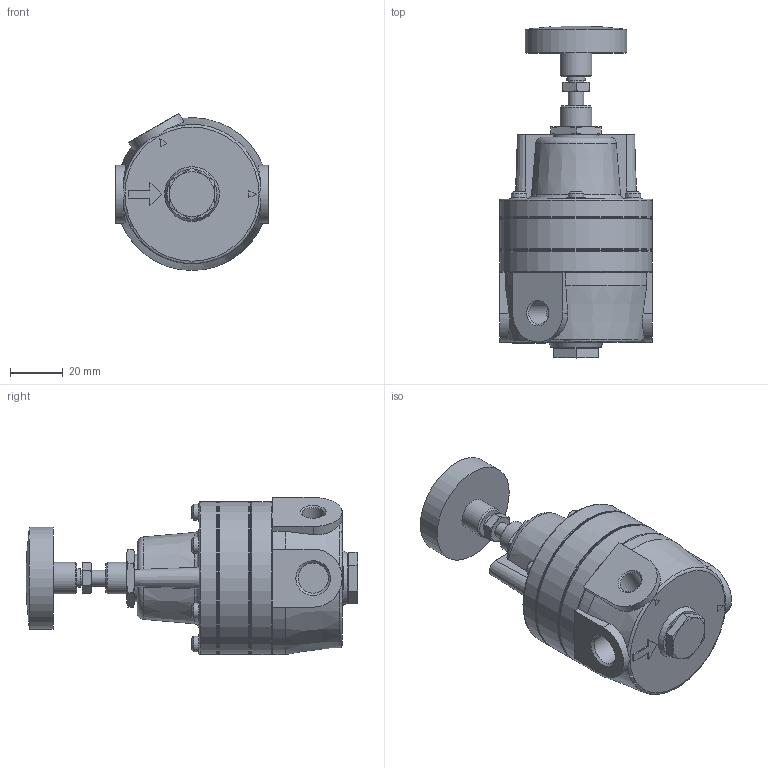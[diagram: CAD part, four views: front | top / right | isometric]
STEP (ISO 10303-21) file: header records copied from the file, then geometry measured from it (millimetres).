
FILE_DESCRIPTION( ( 'STEP AP203' ), ' ' );
FILE_NAME( '9.6211.00.000.0V.stp', '2017-04-12T13:16:14', ( '' ), ( '' ), ' ', 'PARTsolutions', ' ' );
FILE_SCHEMA( ( 'CONFIG_CONTROL_DESIGN' ) );
Length unit declared in the file: millimetre
Products named in the file (1): _9.6211.00.000.0V
Bounding box: 58 x 126 x 59.61 mm (x, y, z)
Volume: 176485.2 mm3; surface area: 25010.2 mm2
Topology: 1 solids, 1 shells, 317 faces, 736 edges, 460 vertices
Faces by surface type: plane 139, cylinder 115, cone 47, torus 9, sphere 7
Full cylindrical faces by diameter (mm): 2.8 x6, 3.2 x2, 6 x8, 7 x7, 8.566 x1, 11.445 x2, 12 x2, 17 x1, 38.7 x1, 58 x5
Entity records: 9100 total; most frequent: CARTESIAN_POINT 2001, DIRECTION 1586, ORIENTED_EDGE 1336, AXIS2_PLACEMENT_3D 696, EDGE_CURVE 668, VERTEX_POINT 447, EDGE_LOOP 410, CIRCLE 374
